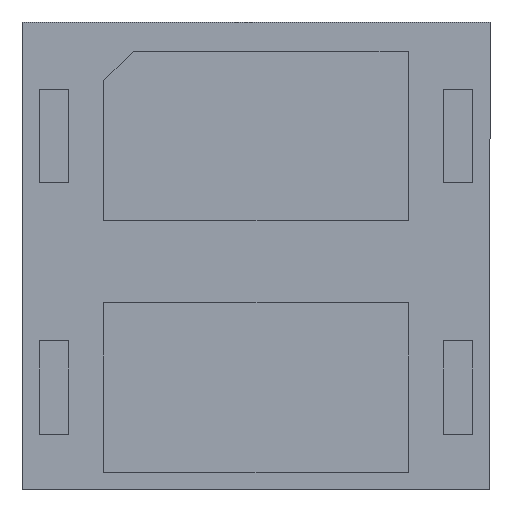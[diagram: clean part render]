
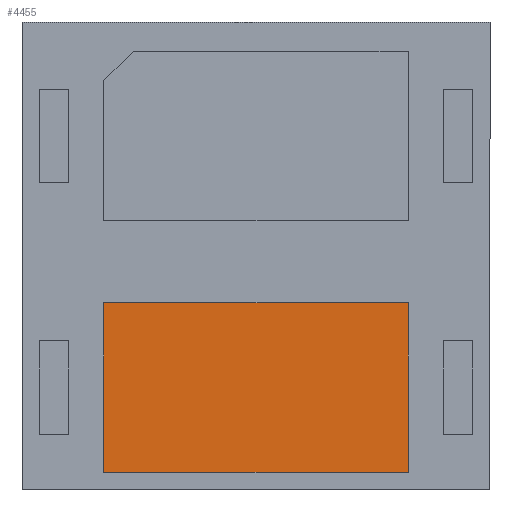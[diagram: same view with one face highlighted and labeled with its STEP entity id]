
A CAD part, front view. The second image highlights one B-rep face of the part: STEP entity #4455.
In plain terms, the highlighted planar face has unit normal (0, -1, 0).
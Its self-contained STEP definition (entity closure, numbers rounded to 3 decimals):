
#519 = CARTESIAN_POINT ( 'NONE',  ( 0.7, -0.01, -3.85 ) ) ;
#734 = LINE ( 'NONE', #2709, #4741 ) ;
#977 = EDGE_LOOP ( 'NONE', ( #1388, #2144, #2748, #3897 ) ) ;
#1388 = ORIENTED_EDGE ( 'NONE', *, *, #6054, .T. ) ;
#1609 = CARTESIAN_POINT ( 'NONE',  ( 0., -0.01, 0. ) ) ;
#1685 = CARTESIAN_POINT ( 'NONE',  ( 3.3, -0.01, -2.4 ) ) ;
#1801 = VECTOR ( 'NONE', #2209, 1000. ) ;
#2098 = FACE_OUTER_BOUND ( 'NONE', #977, .T. ) ;
#2144 = ORIENTED_EDGE ( 'NONE', *, *, #5739, .F. ) ;
#2209 = DIRECTION ( 'NONE',  ( -1., 0., 0. ) ) ;
#2343 = DIRECTION ( 'NONE',  ( 0., 0., 1. ) ) ;
#2426 = DIRECTION ( 'NONE',  ( 0., 0., 1. ) ) ;
#2542 = VERTEX_POINT ( 'NONE', #5247 ) ;
#2709 = CARTESIAN_POINT ( 'NONE',  ( 0.7, -0.01, -3.85 ) ) ;
#2727 = EDGE_CURVE ( 'NONE', #2542, #5065, #2851, .T. ) ;
#2744 = DIRECTION ( 'NONE',  ( 0., 0., 1. ) ) ;
#2748 = ORIENTED_EDGE ( 'NONE', *, *, #2889, .F. ) ;
#2851 = LINE ( 'NONE', #4853, #4606 ) ;
#2889 = EDGE_CURVE ( 'NONE', #2542, #4057, #4082, .T. ) ;
#3018 = CARTESIAN_POINT ( 'NONE',  ( 3.3, -0.01, -3.85 ) ) ;
#3239 = VECTOR ( 'NONE', #5996, 1000. ) ;
#3256 = AXIS2_PLACEMENT_3D ( 'NONE', #1609, #3598, #2343 ) ;
#3376 = VERTEX_POINT ( 'NONE', #5352 ) ;
#3598 = DIRECTION ( 'NONE',  ( 0., 1., 0. ) ) ;
#3897 = ORIENTED_EDGE ( 'NONE', *, *, #2727, .T. ) ;
#4057 = VERTEX_POINT ( 'NONE', #519 ) ;
#4082 = LINE ( 'NONE', #3018, #3239 ) ;
#4160 = LINE ( 'NONE', #1685, #1801 ) ;
#4455 = ADVANCED_FACE ( 'NONE', ( #2098 ), #5448, .F. ) ;
#4606 = VECTOR ( 'NONE', #2426, 1000. ) ;
#4741 = VECTOR ( 'NONE', #2744, 1000. ) ;
#4853 = CARTESIAN_POINT ( 'NONE',  ( 3.3, -0.01, -3.85 ) ) ;
#5065 = VERTEX_POINT ( 'NONE', #5140 ) ;
#5140 = CARTESIAN_POINT ( 'NONE',  ( 3.3, -0.01, -2.4 ) ) ;
#5247 = CARTESIAN_POINT ( 'NONE',  ( 3.3, -0.01, -3.85 ) ) ;
#5352 = CARTESIAN_POINT ( 'NONE',  ( 0.7, -0.01, -2.4 ) ) ;
#5448 = PLANE ( 'NONE',  #3256 ) ;
#5739 = EDGE_CURVE ( 'NONE', #4057, #3376, #734, .T. ) ;
#5996 = DIRECTION ( 'NONE',  ( -1., 0., 0. ) ) ;
#6054 = EDGE_CURVE ( 'NONE', #5065, #3376, #4160, .T. ) ;
